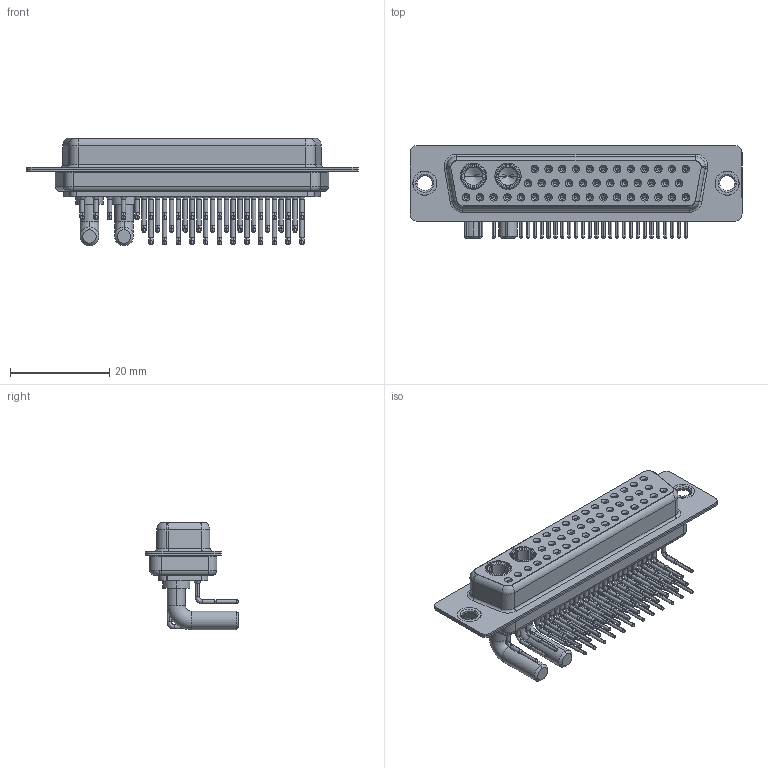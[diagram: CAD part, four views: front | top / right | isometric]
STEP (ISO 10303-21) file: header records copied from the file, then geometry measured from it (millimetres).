
FILE_DESCRIPTION (( 'STEP AP203' ), '1' );
FILE_NAME ('630-43W2640-4T1.STEP', '2022-06-10T03:08:16', ( '' ), ( '' ), 'SwSTEP 2.0', 'SolidWorks 2020', '' );
FILE_SCHEMA (( 'CONFIG_CONTROL_DESIGN' ));
Length unit declared in the file: millimetre
Products named in the file (9): 630Combo Shell Rear_50 Contacts; 630Combo Contact Row 2_50 Contacts; Power Socket_40A RA 50; 630Combo Contact Row 3; 630Combo Shell Front_50 Contacts; 630Combo Housing_43W2; 630-43W2640-4T1; 630Combo Contact Row 1_50 Contacts; 630Combo Thru Hole Rivet
Assembly tree (48 placements, depth 2):
  630-43W2640-4T1
    630Combo Housing_43W2
    630Combo Shell Front_50 Contacts
    630Combo Shell Rear_50 Contacts
    630Combo Thru Hole Rivet  x2
    Power Socket_40A RA 50  x2
    630Combo Contact Row 1_50 Contacts  x12
    630Combo Contact Row 2_50 Contacts  x12
    630Combo Contact Row 3  x17
Bounding box: 67 x 18.8 x 21.68 mm (x, y, z)
Volume: 7340 mm3; surface area: 15843.6 mm2
Topology: 50 solids, 50 shells, 2582 faces, 6550 edges, 4122 vertices
Faces by surface type: cylinder 1114, plane 740, cone 485, bspline 166, torus 77
Entity records: 30691 total; most frequent: DIRECTION 5420, CARTESIAN_POINT 5348, ORIENTED_EDGE 4468, AXIS2_PLACEMENT_3D 2284, EDGE_CURVE 2234, VERTEX_POINT 1427, CIRCLE 1277, EDGE_LOOP 1213
